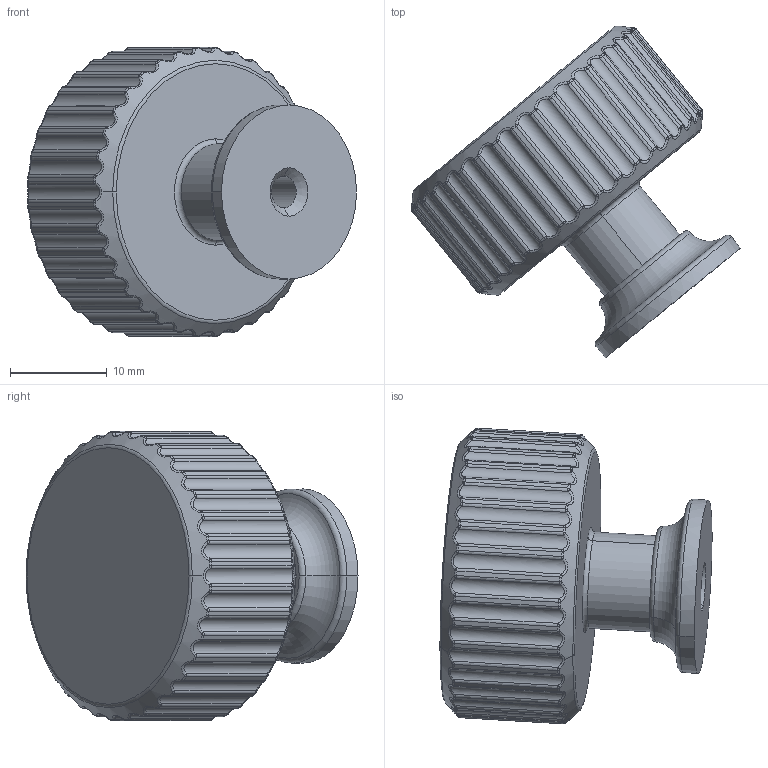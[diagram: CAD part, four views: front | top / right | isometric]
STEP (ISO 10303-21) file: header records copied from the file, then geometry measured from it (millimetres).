
FILE_DESCRIPTION(('Creo Elements/Direct Modeling STEP Export'),'2;1');
FILE_NAME('2596-30.stp','2022-08-30T13:23:03',(''),(''),'Creo Elements/Direct Modeling STEP processor for AP214 (Solid Model)','Creo Elements/Direct Modeling 20.0 12-Nov-2016 (C) Parametric Technology GmbH','');
FILE_SCHEMA(('AUTOMOTIVE_DESIGN { 1 0 10303 214 1 1 1 1 }'));
Products named in the file (1): ZN-11761
Bounding box: 34.02 x 34.33 x 29.92 mm (x, y, z)
Volume: 10769.6 mm3; surface area: 3503.8 mm2
Topology: 1 solids, 1 shells, 465 faces, 1086 edges, 625 vertices
Faces by surface type: bspline 288, torus 84, cylinder 80, cone 8, plane 5
Entity records: 76386 total; most frequent: CARTESIAN_POINT 68889, ORIENTED_EDGE 2168, EDGE_CURVE 1084, B_SPLINE_CURVE_WITH_KNOTS 720, DIRECTION 648, VERTEX_POINT 625, EDGE_LOOP 469, FACE_OUTER_BOUND 465
